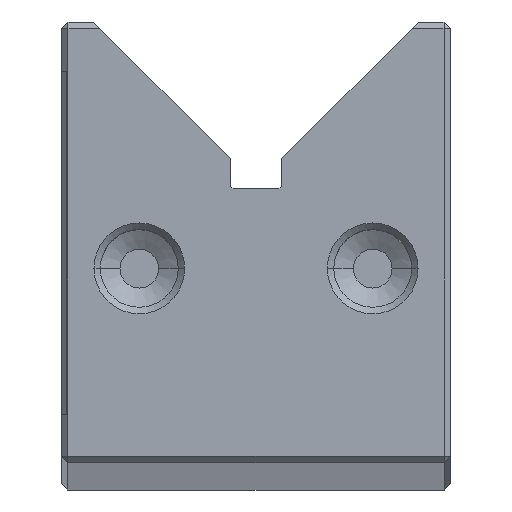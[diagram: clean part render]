
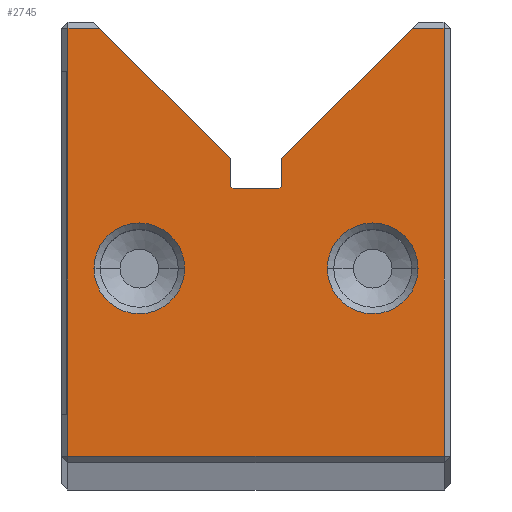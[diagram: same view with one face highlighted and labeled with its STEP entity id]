
A CAD part, top view. The second image highlights one B-rep face of the part: STEP entity #2745.
In plain terms, the highlighted planar face has unit normal (0, 0, 1).
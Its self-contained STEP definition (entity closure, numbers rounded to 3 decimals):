
#2745=ADVANCED_FACE('',(#3785,#3786,#3787),#3132,.F.);
#3132=PLANE('',#10312);
#3403=CIRCLE('',#10123,3.5);
#3405=CIRCLE('',#10126,3.5);
#3510=CIRCLE('',#10302,0.25);
#3511=CIRCLE('',#10305,0.25);
#3512=CIRCLE('',#10310,3.5);
#3513=CIRCLE('',#10311,3.5);
#3785=FACE_BOUND('',#3963,.T.);
#3786=FACE_BOUND('',#3964,.T.);
#3787=FACE_BOUND('',#3965,.T.);
#3963=EDGE_LOOP('',(#4991,#4992));
#3964=EDGE_LOOP('',(#4993,#4994));
#3965=EDGE_LOOP('',(#4995,#4996,#4997,#4998,#4999,#5000,#5001,#5002,#5003,
#5004,#5005,#5006));
#4991=ORIENTED_EDGE('',*,*,#7657,.T.);
#4992=ORIENTED_EDGE('',*,*,#7910,.T.);
#4993=ORIENTED_EDGE('',*,*,#7653,.T.);
#4994=ORIENTED_EDGE('',*,*,#7911,.T.);
#4995=ORIENTED_EDGE('',*,*,#7912,.T.);
#4996=ORIENTED_EDGE('',*,*,#7913,.T.);
#4997=ORIENTED_EDGE('',*,*,#7905,.T.);
#4998=ORIENTED_EDGE('',*,*,#7901,.T.);
#4999=ORIENTED_EDGE('',*,*,#7899,.T.);
#5000=ORIENTED_EDGE('',*,*,#7897,.T.);
#5001=ORIENTED_EDGE('',*,*,#7895,.T.);
#5002=ORIENTED_EDGE('',*,*,#7893,.T.);
#5003=ORIENTED_EDGE('',*,*,#7891,.T.);
#5004=ORIENTED_EDGE('',*,*,#7914,.T.);
#5005=ORIENTED_EDGE('',*,*,#7915,.T.);
#5006=ORIENTED_EDGE('',*,*,#7916,.T.);
#6917=VERTEX_POINT('',#13314);
#6918=VERTEX_POINT('',#13316);
#6921=VERTEX_POINT('',#13323);
#6922=VERTEX_POINT('',#13325);
#7075=VERTEX_POINT('',#13780);
#7076=VERTEX_POINT('',#13782);
#7077=VERTEX_POINT('',#13786);
#7078=VERTEX_POINT('',#13790);
#7079=VERTEX_POINT('',#13794);
#7080=VERTEX_POINT('',#13798);
#7081=VERTEX_POINT('',#13802);
#7084=VERTEX_POINT('',#13810);
#7087=VERTEX_POINT('',#13822);
#7088=VERTEX_POINT('',#13823);
#7089=VERTEX_POINT('',#13826);
#7090=VERTEX_POINT('',#13828);
#7653=EDGE_CURVE('',#6918,#6917,#3403,.T.);
#7657=EDGE_CURVE('',#6922,#6921,#3405,.T.);
#7891=EDGE_CURVE('',#7076,#7075,#8817,.T.);
#7893=EDGE_CURVE('',#7077,#7076,#8819,.T.);
#7895=EDGE_CURVE('',#7078,#7077,#3510,.T.);
#7897=EDGE_CURVE('',#7079,#7078,#8822,.T.);
#7899=EDGE_CURVE('',#7080,#7079,#3511,.T.);
#7901=EDGE_CURVE('',#7081,#7080,#8825,.T.);
#7905=EDGE_CURVE('',#7084,#7081,#8829,.T.);
#7910=EDGE_CURVE('',#6921,#6922,#3512,.T.);
#7911=EDGE_CURVE('',#6917,#6918,#3513,.T.);
#7912=EDGE_CURVE('',#7087,#7088,#8834,.T.);
#7913=EDGE_CURVE('',#7088,#7084,#8835,.T.);
#7914=EDGE_CURVE('',#7075,#7089,#8836,.T.);
#7915=EDGE_CURVE('',#7089,#7090,#8837,.T.);
#7916=EDGE_CURVE('',#7090,#7087,#8838,.T.);
#8817=LINE('',#13781,#9599);
#8819=LINE('',#13785,#9601);
#8822=LINE('',#13793,#9604);
#8825=LINE('',#13801,#9607);
#8829=LINE('',#13809,#9611);
#8834=LINE('',#13821,#9616);
#8835=LINE('',#13824,#9617);
#8836=LINE('',#13825,#9618);
#8837=LINE('',#13827,#9619);
#8838=LINE('',#13829,#9620);
#9599=VECTOR('',#11369,1.);
#9601=VECTOR('',#11373,1.);
#9604=VECTOR('',#11382,1.);
#9607=VECTOR('',#11391,1.);
#9611=VECTOR('',#11397,1.);
#9616=VECTOR('',#11410,1.);
#9617=VECTOR('',#11411,1.);
#9618=VECTOR('',#11412,1.);
#9619=VECTOR('',#11413,1.);
#9620=VECTOR('',#11414,1.);
#10123=AXIS2_PLACEMENT_3D('',#13315,#10884,#10885);
#10126=AXIS2_PLACEMENT_3D('',#13324,#10892,#10893);
#10302=AXIS2_PLACEMENT_3D('',#13789,#11377,#11378);
#10305=AXIS2_PLACEMENT_3D('',#13797,#11386,#11387);
#10310=AXIS2_PLACEMENT_3D('',#13819,#11406,#11407);
#10311=AXIS2_PLACEMENT_3D('',#13820,#11408,#11409);
#10312=AXIS2_PLACEMENT_3D('',#13830,#11415,#11416);
#10884=DIRECTION('',(0.,0.,-1.));
#10885=DIRECTION('',(-1.,0.,0.));
#10892=DIRECTION('',(0.,0.,-1.));
#10893=DIRECTION('',(-1.,0.,0.));
#11369=DIRECTION('',(-0.707,0.707,0.));
#11373=DIRECTION('',(0.,1.,0.));
#11377=DIRECTION('',(0.,0.,-1.));
#11378=DIRECTION('',(1.,0.,0.));
#11382=DIRECTION('',(-1.,0.,0.));
#11386=DIRECTION('',(0.,0.,-1.));
#11387=DIRECTION('',(-1.,0.,0.));
#11391=DIRECTION('',(0.,-1.,0.));
#11397=DIRECTION('',(-0.707,-0.707,0.));
#11406=DIRECTION('',(0.,0.,-1.));
#11407=DIRECTION('',(-1.,0.,0.));
#11408=DIRECTION('',(0.,0.,-1.));
#11409=DIRECTION('',(-1.,0.,0.));
#11410=DIRECTION('',(0.,1.,0.));
#11411=DIRECTION('',(-1.,0.,0.));
#11412=DIRECTION('',(-1.,0.,0.));
#11413=DIRECTION('',(0.,-1.,0.));
#11414=DIRECTION('',(1.,0.,0.));
#11415=DIRECTION('',(0.,0.,-1.));
#11416=DIRECTION('',(-1.,0.,0.));
#13314=CARTESIAN_POINT('',(-12.5,15.,0.));
#13315=CARTESIAN_POINT('',(-9.,15.,0.));
#13316=CARTESIAN_POINT('',(-5.5,15.,0.));
#13323=CARTESIAN_POINT('',(5.5,15.,0.));
#13324=CARTESIAN_POINT('',(9.,15.,0.));
#13325=CARTESIAN_POINT('',(12.5,15.,0.));
#13780=CARTESIAN_POINT('',(-12.036,33.5,0.));
#13781=CARTESIAN_POINT('',(-12.536,34.,0.));
#13782=CARTESIAN_POINT('',(-2.,23.464,0.));
#13785=CARTESIAN_POINT('',(-2.,23.464,0.));
#13786=CARTESIAN_POINT('',(-2.,21.414,0.));
#13789=CARTESIAN_POINT('',(-1.75,21.414,0.));
#13790=CARTESIAN_POINT('',(-1.75,21.164,0.));
#13793=CARTESIAN_POINT('',(1.75,21.164,0.));
#13794=CARTESIAN_POINT('',(1.75,21.164,0.));
#13797=CARTESIAN_POINT('',(1.75,21.414,0.));
#13798=CARTESIAN_POINT('',(2.,21.414,0.));
#13801=CARTESIAN_POINT('',(2.,23.464,0.));
#13802=CARTESIAN_POINT('',(2.,23.464,0.));
#13809=CARTESIAN_POINT('',(12.536,34.,0.));
#13810=CARTESIAN_POINT('',(12.036,33.5,0.));
#13819=CARTESIAN_POINT('',(9.,15.,0.));
#13820=CARTESIAN_POINT('',(-9.,15.,0.));
#13821=CARTESIAN_POINT('',(14.5,34.,0.));
#13822=CARTESIAN_POINT('',(14.5,0.5,0.));
#13823=CARTESIAN_POINT('',(14.5,33.5,0.));
#13824=CARTESIAN_POINT('',(12.536,33.5,0.));
#13825=CARTESIAN_POINT('',(-15.,33.5,0.));
#13826=CARTESIAN_POINT('',(-14.5,33.5,0.));
#13827=CARTESIAN_POINT('',(-14.5,0.,0.));
#13828=CARTESIAN_POINT('',(-14.5,0.5,0.));
#13829=CARTESIAN_POINT('',(15.,0.5,0.));
#13830=CARTESIAN_POINT('',(1.75,21.414,0.));
